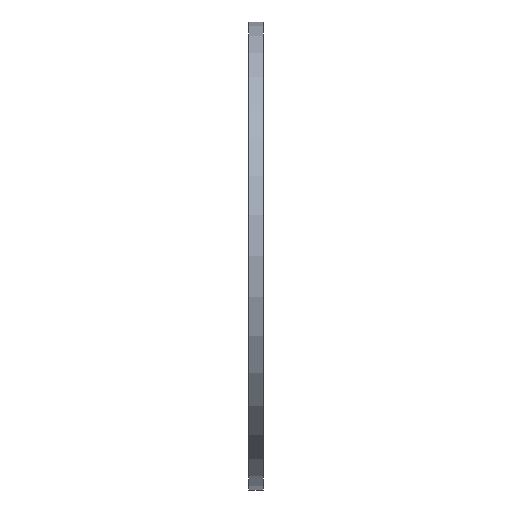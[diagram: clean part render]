
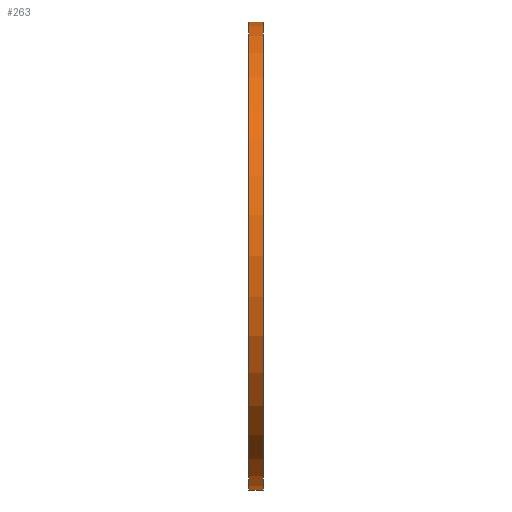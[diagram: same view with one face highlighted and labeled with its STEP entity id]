
A CAD part, left-side view. The second image highlights one B-rep face of the part: STEP entity #263.
In plain terms, the highlighted cylindrical face has radius 50 mm (diameter 100 mm), a partial arc.
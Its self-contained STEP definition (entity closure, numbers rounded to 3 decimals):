
#21 = CARTESIAN_POINT ( 'NONE',  ( 0., 0., 0. ) ) ;
#33 = DIRECTION ( 'NONE',  ( 0., -1., 0. ) ) ;
#48 = VECTOR ( 'NONE', #586, 1000. ) ;
#83 = AXIS2_PLACEMENT_3D ( 'NONE', #521, #470, #465 ) ;
#108 = CIRCLE ( 'NONE', #83, 50. ) ;
#111 = EDGE_CURVE ( 'NONE', #630, #127, #108, .T. ) ;
#127 = VERTEX_POINT ( 'NONE', #141 ) ;
#141 = CARTESIAN_POINT ( 'NONE',  ( 0., 3.18, 50. ) ) ;
#173 = VERTEX_POINT ( 'NONE', #517 ) ;
#184 = DIRECTION ( 'NONE',  ( 0., -1., 0. ) ) ;
#231 = ORIENTED_EDGE ( 'NONE', *, *, #472, .F. ) ;
#247 = EDGE_CURVE ( 'NONE', #173, #722, #759, .T. ) ;
#263 = ADVANCED_FACE ( 'NONE', ( #557 ), #743, .T. ) ;
#300 = CARTESIAN_POINT ( 'NONE',  ( 0., 3.18, 50. ) ) ;
#315 = VECTOR ( 'NONE', #184, 1000. ) ;
#362 = AXIS2_PLACEMENT_3D ( 'NONE', #21, #724, #790 ) ;
#435 = CARTESIAN_POINT ( 'NONE',  ( 0., 0., 50. ) ) ;
#449 = LINE ( 'NONE', #300, #48 ) ;
#465 = DIRECTION ( 'NONE',  ( 0., 0., 1. ) ) ;
#470 = DIRECTION ( 'NONE',  ( 0., 1., 0. ) ) ;
#471 = ORIENTED_EDGE ( 'NONE', *, *, #700, .T. ) ;
#472 = EDGE_CURVE ( 'NONE', #127, #722, #449, .T. ) ;
#517 = CARTESIAN_POINT ( 'NONE',  ( 0., 0., -50. ) ) ;
#521 = CARTESIAN_POINT ( 'NONE',  ( 0., 3.18, 0. ) ) ;
#529 = CARTESIAN_POINT ( 'NONE',  ( 0., 3.18, -50. ) ) ;
#538 = CARTESIAN_POINT ( 'NONE',  ( 0., 3.18, 0. ) ) ;
#548 = EDGE_LOOP ( 'NONE', ( #231, #691, #471, #625 ) ) ;
#557 = FACE_OUTER_BOUND ( 'NONE', #548, .T. ) ;
#559 = LINE ( 'NONE', #571, #315 ) ;
#571 = CARTESIAN_POINT ( 'NONE',  ( 0., 3.18, -50. ) ) ;
#586 = DIRECTION ( 'NONE',  ( 0., -1., 0. ) ) ;
#625 = ORIENTED_EDGE ( 'NONE', *, *, #247, .T. ) ;
#630 = VERTEX_POINT ( 'NONE', #529 ) ;
#677 = DIRECTION ( 'NONE',  ( 0., 0., -1. ) ) ;
#691 = ORIENTED_EDGE ( 'NONE', *, *, #111, .F. ) ;
#700 = EDGE_CURVE ( 'NONE', #630, #173, #559, .T. ) ;
#722 = VERTEX_POINT ( 'NONE', #435 ) ;
#724 = DIRECTION ( 'NONE',  ( 0., 1., 0. ) ) ;
#742 = AXIS2_PLACEMENT_3D ( 'NONE', #538, #33, #677 ) ;
#743 = CYLINDRICAL_SURFACE ( 'NONE', #742, 50. ) ;
#759 = CIRCLE ( 'NONE', #362, 50. ) ;
#790 = DIRECTION ( 'NONE',  ( 0., 0., 1. ) ) ;
